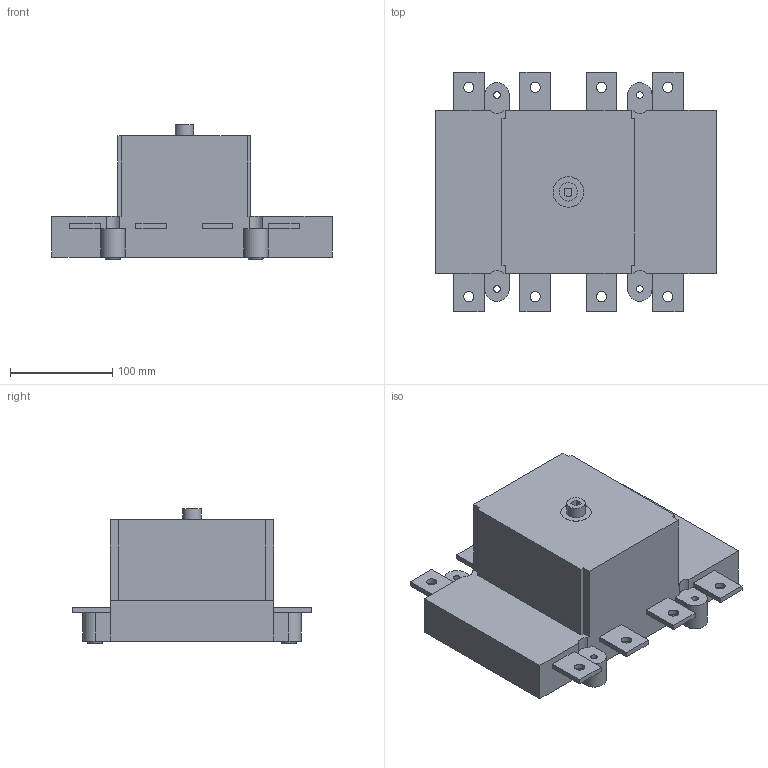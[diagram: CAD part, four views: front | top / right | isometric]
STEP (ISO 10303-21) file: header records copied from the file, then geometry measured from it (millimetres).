
FILE_DESCRIPTION(/* description */ (''),/* implementation_level */ '2;1');
FILE_NAME(/* name */ '3d_GE0800DT4.stp',/* time_stamp */ '2018-10-08T14:57:21+02:00',/* author */ ('Andrzej'),/* organization */ (''),/* preprocessor_version */ 'ST-DEVELOPER v16.13',/* originating_system */ 'AutoCAD Mechanical',/* authorisation */ '');
FILE_SCHEMA (('AUTOMOTIVE_DESIGN { 1 0 10303 214 3 1 1 }'));
Length unit declared in the file: millimetre
Products named in the file (1): Product
Bounding box: 275 x 235 x 132 mm (x, y, z)
Volume: 3495307.9 mm3; surface area: 202542.4 mm2
Topology: 1 solids, 1 shells, 115 faces, 314 edges, 220 vertices
Faces by surface type: plane 89, cylinder 22, cone 4
Full cylindrical faces by diameter (mm): 6.5 x4, 10 x8, 18 x1, 30 x1
Entity records: 3512 total; most frequent: CARTESIAN_POINT 612, DIRECTION 572, ORIENTED_EDGE 552, EDGE_CURVE 276, LINE 228, VECTOR 228, VERTEX_POINT 196, EDGE_LOOP 172
